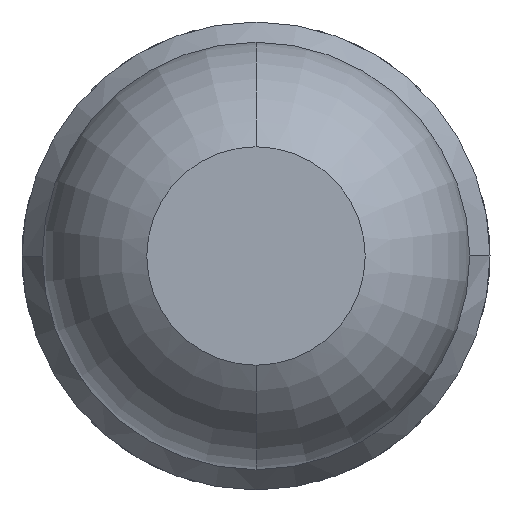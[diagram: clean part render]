
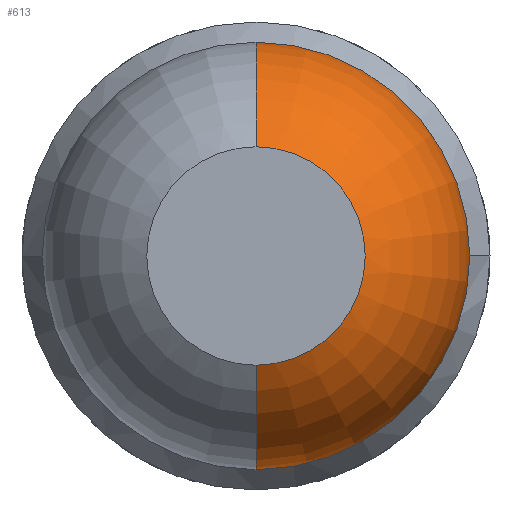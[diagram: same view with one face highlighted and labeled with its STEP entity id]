
A CAD part, front view. The second image highlights one B-rep face of the part: STEP entity #613.
In plain terms, the highlighted toroidal (fillet/blend) face has major radius 0.035 mm and minor radius 0.65 mm.
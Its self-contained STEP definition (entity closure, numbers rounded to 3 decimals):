
#50 = EDGE_CURVE ( 'Defeature ausgef�hrt1_4+Defeature ausgef�hrt1_5+Defeature ausgef�hrt1_5+Defeature ausgef�hrt1_5', #2837, #3849, #3843, .T. ) ;
#251 = DIRECTION ( 'NONE',  ( 0., 0., -1. ) ) ;
#281 = CARTESIAN_POINT ( 'NONE',  ( 0., -24.431, 0. ) ) ;
#375 = DIRECTION ( 'NONE',  ( 0., -1., 0. ) ) ;
#410 = CARTESIAN_POINT ( 'NONE',  ( 0., -25., 0. ) ) ;
#426 = CARTESIAN_POINT ( 'NONE',  ( 0., -25., 0.35 ) ) ;
#613 = ADVANCED_FACE ( 'Defeature ausgef�hrt1_4', ( #905 ), #3565, .T. ) ;
#758 = CARTESIAN_POINT ( 'NONE',  ( 0., -24.431, -0.035 ) ) ;
#848 = CIRCLE ( 'NONE', #1407, 0.65 ) ;
#905 = FACE_OUTER_BOUND ( 'NONE', #3336, .T. ) ;
#969 = EDGE_CURVE ( 'NONE', #3849, #1512, #848, .T. ) ;
#1038 = AXIS2_PLACEMENT_3D ( 'NONE', #2192, #375, #3184 ) ;
#1296 = DIRECTION ( 'NONE',  ( 0., 0., -1. ) ) ;
#1407 = AXIS2_PLACEMENT_3D ( 'NONE', #3340, #3029, #1296 ) ;
#1414 = DIRECTION ( 'NONE',  ( 0., -1., 0. ) ) ;
#1512 = VERTEX_POINT ( 'NONE', #426 ) ;
#1643 = AXIS2_PLACEMENT_3D ( 'NONE', #281, #4048, #251 ) ;
#1686 = ORIENTED_EDGE ( 'NONE', *, *, #1895, .F. ) ;
#1895 = EDGE_CURVE ( 'Defeature ausgef�hrt1_29+Defeature ausgef�hrt1_4+Defeature ausgef�hrt1_4+Defeature ausgef�hrt1_4', #3820, #1512, #2020, .T. ) ;
#2020 = CIRCLE ( 'NONE', #4145, 0.35 ) ;
#2192 = CARTESIAN_POINT ( 'NONE',  ( 0., -24.431, 0. ) ) ;
#2365 = EDGE_CURVE ( 'NONE', #2837, #3820, #3504, .T. ) ;
#2433 = DIRECTION ( 'NONE',  ( 0., 0., 1. ) ) ;
#2633 = CARTESIAN_POINT ( 'NONE',  ( 0., -24.431, 0.685 ) ) ;
#2679 = ORIENTED_EDGE ( 'NONE', *, *, #969, .T. ) ;
#2837 = VERTEX_POINT ( 'NONE', #3754 ) ;
#2994 = ORIENTED_EDGE ( 'NONE', *, *, #2365, .F. ) ;
#3029 = DIRECTION ( 'NONE',  ( 1., 0., 0. ) ) ;
#3046 = ORIENTED_EDGE ( 'NONE', *, *, #50, .T. ) ;
#3184 = DIRECTION ( 'NONE',  ( 0., 0., -1. ) ) ;
#3270 = CARTESIAN_POINT ( 'NONE',  ( 0., -25., -0.35 ) ) ;
#3336 = EDGE_LOOP ( 'NONE', ( #3046, #2679, #1686, #2994 ) ) ;
#3340 = CARTESIAN_POINT ( 'NONE',  ( 0., -24.431, 0.035 ) ) ;
#3476 = DIRECTION ( 'NONE',  ( -1., 0., 0. ) ) ;
#3504 = CIRCLE ( 'NONE', #3586, 0.65 ) ;
#3565 = TOROIDAL_SURFACE ( 'NONE', #1643, 0.035, 0.65 ) ;
#3586 = AXIS2_PLACEMENT_3D ( 'NONE', #758, #3476, #2433 ) ;
#3754 = CARTESIAN_POINT ( 'NONE',  ( 0., -24.431, -0.685 ) ) ;
#3820 = VERTEX_POINT ( 'NONE', #3270 ) ;
#3828 = DIRECTION ( 'NONE',  ( 0., 0., -1. ) ) ;
#3843 = CIRCLE ( 'NONE', #1038, 0.685 ) ;
#3849 = VERTEX_POINT ( 'NONE', #2633 ) ;
#4048 = DIRECTION ( 'NONE',  ( 0., -1., 0. ) ) ;
#4145 = AXIS2_PLACEMENT_3D ( 'NONE', #410, #1414, #3828 ) ;
